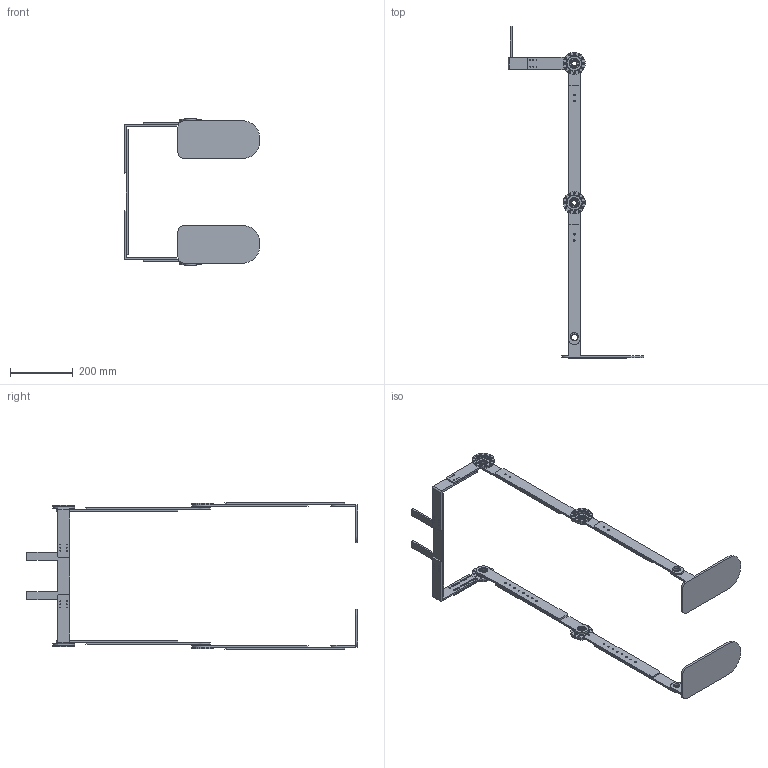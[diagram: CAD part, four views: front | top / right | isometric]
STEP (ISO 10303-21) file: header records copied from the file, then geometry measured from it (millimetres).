
FILE_DESCRIPTION (( 'STEP AP214' ), '1' );
FILE_NAME ('Exo_Stand_Fixed.STEP', '2019-05-03T11:07:25', ( '' ), ( '' ), 'SwSTEP 2.0', 'SolidWorks 2018', '' );
FILE_SCHEMA (( 'AUTOMOTIVE_DESIGN' ));
Length unit declared in the file: centimetre
Products named in the file (12): Knee_frame_fixed; Left_foot; Knee_frame_free; Thigh_frame_free; Exo_Stand_Fixed; Right_foot; Hip_frame_3; Hip_frame_1; Thigh_frame_hip_free; FlexSpline; CircularSpline; Hip_frame_2
Assembly tree (23 placements, depth 2):
  Exo_Stand_Fixed
    Hip_frame_1
    Hip_frame_2  x2
    Hip_frame_3  x2
    CircularSpline  x4
    FlexSpline  x4
    Thigh_frame_hip_free  x2
    Thigh_frame_free  x2
    Knee_frame_fixed  x2
    Knee_frame_free  x2
    Left_foot
    Right_foot
Bounding box: 430.95 x 1054.15 x 465.4 mm (x, y, z)
Volume: 1454056.4 mm3; surface area: 614308.1 mm2
Topology: 23 solids, 23 shells, 1358 faces, 3454 edges, 2278 vertices
Faces by surface type: cylinder 1016, plane 286, torus 40, cone 16
Entity records: 23275 total; most frequent: DIRECTION 4257, CARTESIAN_POINT 3664, ORIENTED_EDGE 3542, EDGE_CURVE 1771, AXIS2_PLACEMENT_3D 1767, VERTEX_POINT 1174, EDGE_LOOP 1095, CIRCLE 1048
